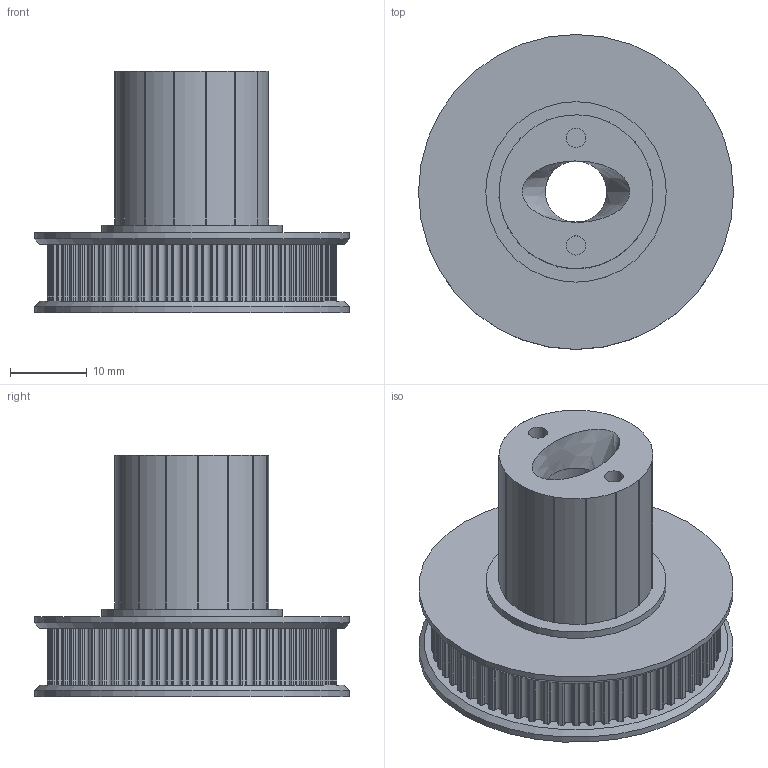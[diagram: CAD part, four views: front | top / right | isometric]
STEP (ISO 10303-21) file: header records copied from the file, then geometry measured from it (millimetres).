
FILE_DESCRIPTION(/* description */ (''),/* implementation_level */ '2;1');
FILE_NAME(/* name */ 'A-driven-pulley.step',/* time_stamp */ '2025-10-27T10:17:07+01:00',/* author */ (''),/* organization */ (''),/* preprocessor_version */ 'ST-DEVELOPER v20.1',/* originating_system */ 'Autodesk Translation Framework v14.17.0.0',/* authorisation */ '');
FILE_SCHEMA (('AUTOMOTIVE_DESIGN { 1 0 10303 214 3 1 1 }'));
Length unit declared in the file: millimetre
Products named in the file (1): A-driven-pulley
Bounding box: 41 x 41 x 31.4 mm (x, y, z)
Volume: 16626.5 mm3; surface area: 6924.5 mm2
Topology: 1 solids, 1 shells, 411 faces, 1207 edges, 805 vertices
Faces by surface type: cylinder 397, plane 9, cone 4, bspline 1
Full cylindrical faces by diameter (mm): 2.5 x2, 6.2 x1, 8 x1, 23.5 x1, 41 x2
Entity records: 14295 total; most frequent: DIRECTION 2828, CARTESIAN_POINT 2513, ORIENTED_EDGE 2414, AXIS2_PLACEMENT_3D 1213, EDGE_CURVE 1207, VERTEX_POINT 805, CIRCLE 802, EDGE_LOOP 420
